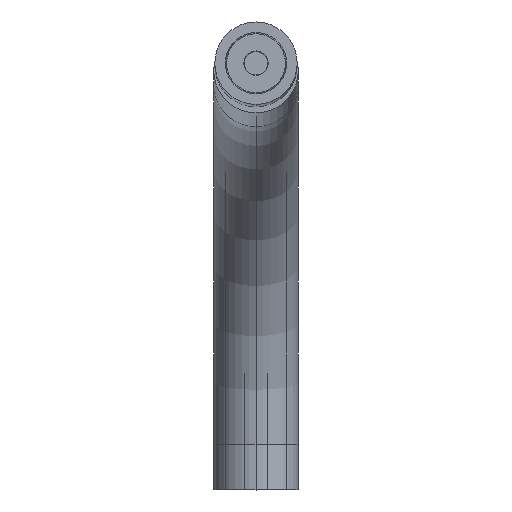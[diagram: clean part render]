
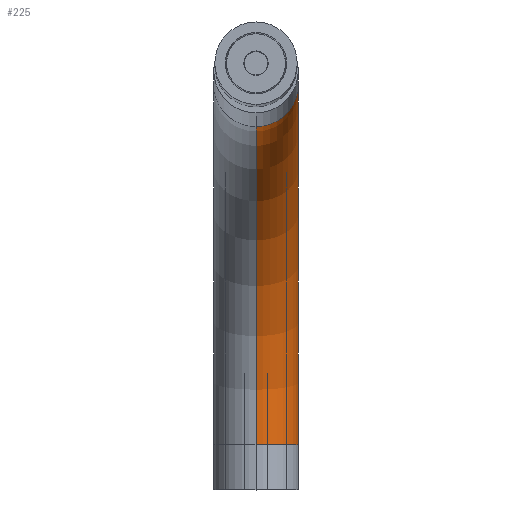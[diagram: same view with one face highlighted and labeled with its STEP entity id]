
A CAD part, top view. The second image highlights one B-rep face of the part: STEP entity #225.
In plain terms, the highlighted toroidal (fillet/blend) face has major radius 3.886 mm and minor radius 0.457 mm.
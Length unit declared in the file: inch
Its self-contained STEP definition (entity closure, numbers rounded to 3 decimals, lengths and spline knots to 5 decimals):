
#29=CARTESIAN_POINT('',(0.,3.329,0.));
#30=DIRECTION('',(0.,1.,0.));
#31=DIRECTION('',(0.,0.,-1.));
#32=AXIS2_PLACEMENT_3D('',#29,#30,#31);
#34=CARTESIAN_POINT('',(0.,3.329,0.153));
#35=DIRECTION('',(1.,0.,0.));
#36=DIRECTION('',(0.,0.,-1.));
#37=AXIS2_PLACEMENT_3D('',#34,#35,#36);
#44=CARTESIAN_POINT('',(0.,3.329,0.153));
#45=DIRECTION('',(1.,0.,0.));
#46=DIRECTION('',(0.,0.,-1.));
#47=AXIS2_PLACEMENT_3D('',#44,#45,#46);
#68=CARTESIAN_POINT('',(0.,3.482,0.153));
#69=DIRECTION('',(0.,0.,1.));
#70=DIRECTION('',(0.,1.,0.));
#71=AXIS2_PLACEMENT_3D('',#68,#69,#70);
#141=CARTESIAN_POINT('',(0.,3.329,0.018));
#142=CARTESIAN_POINT('',(0.,3.329,-0.018));
#143=VERTEX_POINT('',#141);
#144=VERTEX_POINT('',#142);
#149=CARTESIAN_POINT('',(0.,3.464,0.153));
#150=CARTESIAN_POINT('',(0.,3.5,0.153));
#151=VERTEX_POINT('',#149);
#152=VERTEX_POINT('',#150);
#211=CARTESIAN_POINT('',(0.,3.329,0.153));
#212=DIRECTION('',(1.,0.,0.));
#213=DIRECTION('',(0.,0.,1.));
#214=AXIS2_PLACEMENT_3D('',#211,#212,#213);
#215=TOROIDAL_SURFACE('',#214,0.153,0.018);
#216=ORIENTED_EDGE('',*,*,#205,.F.);
#218=ORIENTED_EDGE('',*,*,#217,.T.);
#220=ORIENTED_EDGE('',*,*,#219,.T.);
#222=ORIENTED_EDGE('',*,*,#221,.F.);
#223=EDGE_LOOP('',(#216,#218,#220,#222));
#224=FACE_OUTER_BOUND('',#223,.F.);
#225=ADVANCED_FACE('',(#224),#215,.T.);
#33=CIRCLE('',#32,0.018);
#38=CIRCLE('',#37,0.171);
#48=CIRCLE('',#47,0.135);
#72=CIRCLE('',#71,0.018);
#205=EDGE_CURVE('',#144,#143,#33,.T.);
#217=EDGE_CURVE('',#144,#152,#38,.T.);
#219=EDGE_CURVE('',#152,#151,#72,.T.);
#221=EDGE_CURVE('',#143,#151,#48,.T.);
